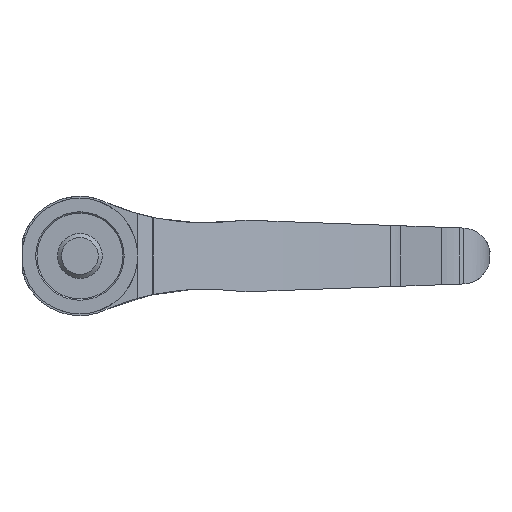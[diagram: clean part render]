
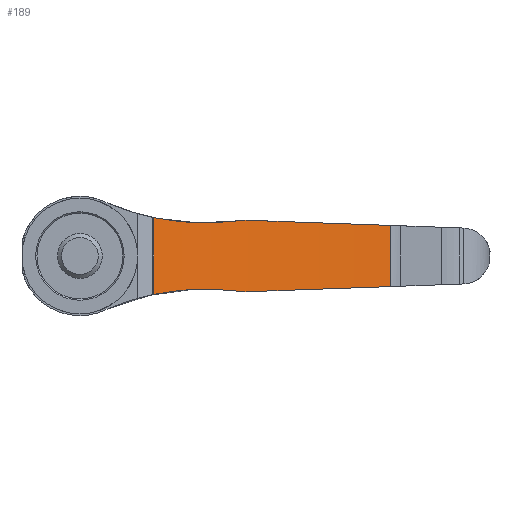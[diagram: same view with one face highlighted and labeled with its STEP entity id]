
A CAD part, front view. The second image highlights one B-rep face of the part: STEP entity #189.
In plain terms, the highlighted cylindrical face has radius 289.16 mm (diameter 578.32 mm), a partial arc.
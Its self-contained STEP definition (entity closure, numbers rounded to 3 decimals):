
#189 = ADVANCED_FACE( '', ( #388 ), #389, .F. );
#388 = FACE_OUTER_BOUND( '', #582, .T. );
#389 = CYLINDRICAL_SURFACE( '', #583, 289.16 );
#582 = EDGE_LOOP( '', ( #1060, #1061, #1062, #1063, #1064, #1065, #1066, #1067 ) );
#583 = AXIS2_PLACEMENT_3D( '', #1068, #1069, #1070 );
#1060 = ORIENTED_EDGE( '', *, *, #1240, .T. );
#1061 = ORIENTED_EDGE( '', *, *, #1108, .F. );
#1062 = ORIENTED_EDGE( '', *, *, #1223, .T. );
#1063 = ORIENTED_EDGE( '', *, *, #1121, .T. );
#1064 = ORIENTED_EDGE( '', *, *, #1206, .F. );
#1065 = ORIENTED_EDGE( '', *, *, #1193, .T. );
#1066 = ORIENTED_EDGE( '', *, *, #1136, .T. );
#1067 = ORIENTED_EDGE( '', *, *, #1126, .F. );
#1068 = CARTESIAN_POINT( '', ( 152.317, -223.239, 32. ) );
#1069 = DIRECTION( '', ( 0., 0., 1. ) );
#1070 = DIRECTION( '', ( -1., 0., 0. ) );
#1108 = EDGE_CURVE( '', #1314, #1316, #1317, .T. );
#1121 = EDGE_CURVE( '', #1341, #1339, #1342, .F. );
#1126 = EDGE_CURVE( '', #1348, #1350, #1351, .T. );
#1136 = EDGE_CURVE( '', #1367, #1350, #1368, .T. );
#1193 = EDGE_CURVE( '', #1455, #1367, #1456, .F. );
#1206 = EDGE_CURVE( '', #1455, #1339, #1473, .T. );
#1223 = EDGE_CURVE( '', #1314, #1341, #1498, .T. );
#1240 = EDGE_CURVE( '', #1348, #1316, #1519, .T. );
#1314 = VERTEX_POINT( '', #1596 );
#1316 = VERTEX_POINT( '', #1599 );
#1317 = B_SPLINE_CURVE_WITH_KNOTS( '', 3, ( #1600, #1601, #1602, #1603, #1604, #1605 ), .UNSPECIFIED., .F., .F., ( 4, 2, 4 ), ( 0., 0.013, 0.025 ), .UNSPECIFIED. );
#1339 = VERTEX_POINT( '', #1650 );
#1341 = VERTEX_POINT( '', #1652 );
#1342 = ELLIPSE( '', #1653, 289.347, 289.16 );
#1348 = VERTEX_POINT( '', #1660 );
#1350 = VERTEX_POINT( '', #1665 );
#1351 = B_SPLINE_CURVE_WITH_KNOTS( '', 3, ( #1666, #1667, #1668, #1669, #1670, #1671 ), .UNSPECIFIED., .F., .F., ( 4, 2, 4 ), ( 0., 0.013, 0.025 ), .UNSPECIFIED. );
#1367 = VERTEX_POINT( '', #1705 );
#1368 = B_SPLINE_CURVE_WITH_KNOTS( '', 3, ( #1706, #1707, #1708, #1709 ), .UNSPECIFIED., .F., .F., ( 4, 4 ), ( 0., 0.002 ), .UNSPECIFIED. );
#1455 = VERTEX_POINT( '', #2053 );
#1456 = ELLIPSE( '', #2054, 289.347, 289.16 );
#1473 = LINE( '', #2075, #2076 );
#1498 = B_SPLINE_CURVE_WITH_KNOTS( '', 3, ( #2105, #2106, #2107, #2108 ), .UNSPECIFIED., .F., .F., ( 4, 4 ), ( 0., 0.002 ), .UNSPECIFIED. );
#1519 = LINE( '', #2134, #2135 );
#1596 = CARTESIAN_POINT( '', ( 42.804, 44.381, -9.45 ) );
#1599 = CARTESIAN_POINT( '', ( 19.824, 33.781, -10.293 ) );
#1600 = CARTESIAN_POINT( '', ( 42.804, 44.381, -9.45 ) );
#1601 = CARTESIAN_POINT( '', ( 38.876, 42.774, -8.918 ) );
#1602 = CARTESIAN_POINT( '', ( 34.998, 41.086, -8.743 ) );
#1603 = CARTESIAN_POINT( '', ( 27.339, 37.552, -9.036 ) );
#1604 = CARTESIAN_POINT( '', ( 23.558, 35.706, -9.505 ) );
#1605 = CARTESIAN_POINT( '', ( 19.824, 33.781, -10.293 ) );
#1650 = CARTESIAN_POINT( '', ( 83.209, 57.542, -8.194 ) );
#1652 = CARTESIAN_POINT( '', ( 45.114, 45.315, -9.564 ) );
#1653 = AXIS2_PLACEMENT_3D( '', #2285, #2286, #2287 );
#1660 = CARTESIAN_POINT( '', ( 19.824, 33.781, 10.293 ) );
#1665 = CARTESIAN_POINT( '', ( 42.804, 44.381, 9.45 ) );
#1666 = CARTESIAN_POINT( '', ( 19.824, 33.781, 10.293 ) );
#1667 = CARTESIAN_POINT( '', ( 23.558, 35.706, 9.505 ) );
#1668 = CARTESIAN_POINT( '', ( 27.339, 37.552, 9.036 ) );
#1669 = CARTESIAN_POINT( '', ( 34.998, 41.086, 8.743 ) );
#1670 = CARTESIAN_POINT( '', ( 38.876, 42.774, 8.918 ) );
#1671 = CARTESIAN_POINT( '', ( 42.804, 44.381, 9.45 ) );
#1705 = CARTESIAN_POINT( '', ( 45.114, 45.315, 9.564 ) );
#1706 = CARTESIAN_POINT( '', ( 45.114, 45.315, 9.564 ) );
#1707 = CARTESIAN_POINT( '', ( 44.34, 45.006, 9.592 ) );
#1708 = CARTESIAN_POINT( '', ( 43.57, 44.694, 9.554 ) );
#1709 = CARTESIAN_POINT( '', ( 42.804, 44.381, 9.45 ) );
#2053 = CARTESIAN_POINT( '', ( 83.209, 57.542, 8.194 ) );
#2054 = AXIS2_PLACEMENT_3D( '', #2357, #2358, #2359 );
#2075 = CARTESIAN_POINT( '', ( 83.209, 57.542, 32. ) );
#2076 = VECTOR( '', #2376, 1000. );
#2105 = CARTESIAN_POINT( '', ( 42.804, 44.381, -9.45 ) );
#2106 = CARTESIAN_POINT( '', ( 43.57, 44.694, -9.554 ) );
#2107 = CARTESIAN_POINT( '', ( 44.34, 45.006, -9.592 ) );
#2108 = CARTESIAN_POINT( '', ( 45.114, 45.315, -9.564 ) );
#2134 = CARTESIAN_POINT( '', ( 19.824, 33.781, 32. ) );
#2135 = VECTOR( '', #2419, 1000. );
#2285 = CARTESIAN_POINT( '', ( 152.317, -223.239, -5.708 ) );
#2286 = DIRECTION( '', ( -0.036, 0., 0.999 ) );
#2287 = DIRECTION( '', ( -0.999, 0., -0.036 ) );
#2357 = CARTESIAN_POINT( '', ( 152.317, -223.239, 5.708 ) );
#2358 = DIRECTION( '', ( -0.036, 0., -0.999 ) );
#2359 = DIRECTION( '', ( 0.999, 0., -0.036 ) );
#2376 = DIRECTION( '', ( 0., 0., -1. ) );
#2419 = DIRECTION( '', ( 0., 0., -1. ) );
